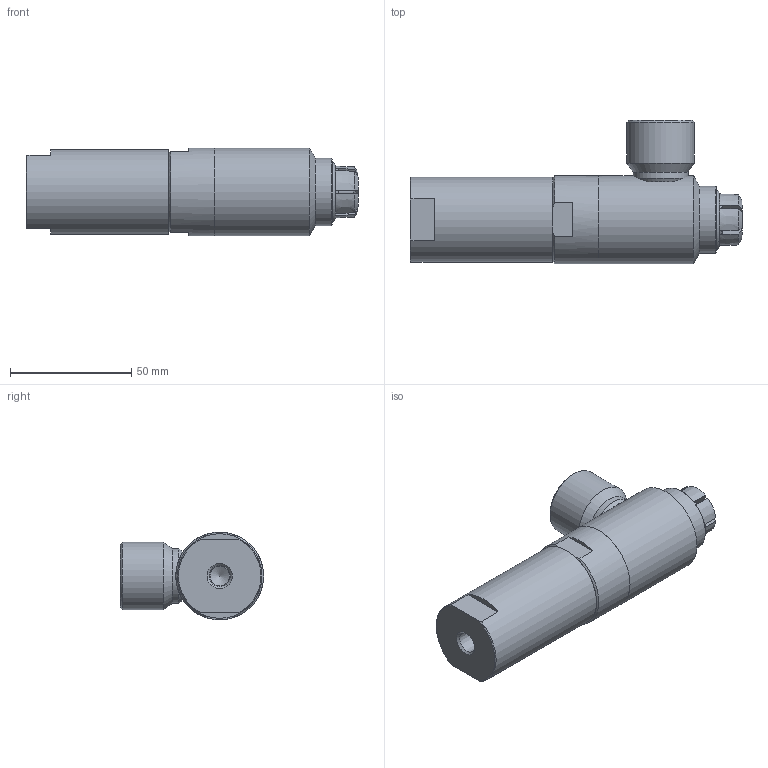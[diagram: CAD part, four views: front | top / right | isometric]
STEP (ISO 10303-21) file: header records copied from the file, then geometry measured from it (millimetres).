
FILE_DESCRIPTION(/* description */ (''),/* implementation_level */ '2;1');
FILE_NAME(/* name */ 'FNP-082085.stp',/* time_stamp */ '2017-09-11T07:59:58-05:00',/* author */ ('scottg'),/* organization */ ('FasTest,Inc.'),/* preprocessor_version */ 'ST-DEVELOPER v16.1',/* originating_system */ 'Autodesk Inventor 2016',/* authorisation */ '');
FILE_SCHEMA (('AUTOMOTIVE_DESIGN { 1 0 10303 214 3 1 1 }'));
Length unit declared in the file: inch
Products named in the file (1): FNP-082085
Bounding box: 136.93 x 59.05 x 36.2 mm (x, y, z)
Volume: 666.5 mm3; surface area: 23851.7 mm2
Topology: 2 solids, 4 shells, 140 faces, 389 edges, 246 vertices
Faces by surface type: plane 72, cone 40, torus 15, cylinder 13
Full cylindrical faces by diameter (mm): 7.95 x1, 7.964 x1, 8.128 x1, 18.466 x1, 18.644 x1, 22.657 x1, 27.711 x1, 27.838 x1, 31.394 x1, 31.852 x1, 34.874 x1, 36.195 x2
Entity records: 4399 total; most frequent: CARTESIAN_POINT 1125, ORIENTED_EDGE 704, DIRECTION 639, EDGE_CURVE 344, AXIS2_PLACEMENT_3D 251, VERTEX_POINT 231, EDGE_LOOP 179, FACE_OUTER_BOUND 140
